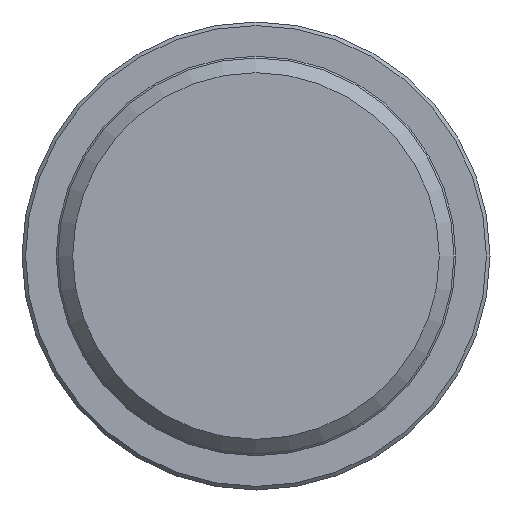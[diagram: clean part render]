
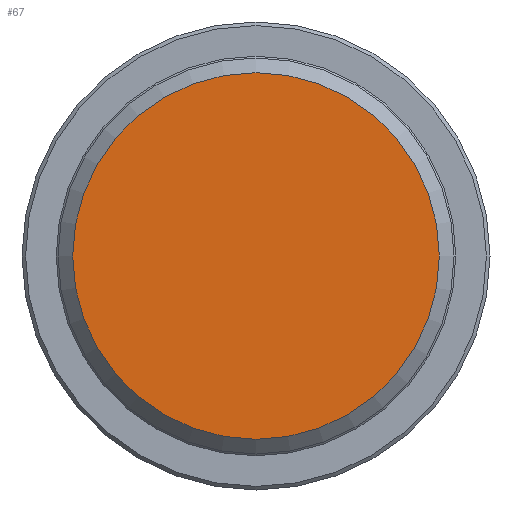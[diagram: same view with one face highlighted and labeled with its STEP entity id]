
A CAD part, front view. The second image highlights one B-rep face of the part: STEP entity #67.
In plain terms, the highlighted planar face has unit normal (0, -1, 0).
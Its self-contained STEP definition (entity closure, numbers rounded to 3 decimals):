
#67 = ADVANCED_FACE( '', ( #159 ), #160, .F. );
#159 = FACE_OUTER_BOUND( '', #281, .T. );
#160 = PLANE( '', #282 );
#281 = EDGE_LOOP( '', ( #419 ) );
#282 = AXIS2_PLACEMENT_3D( '', #420, #421, #422 );
#419 = ORIENTED_EDGE( '', *, *, #673, .T. );
#420 = CARTESIAN_POINT( '', ( 15.273, -16., 0. ) );
#421 = DIRECTION( '', ( 0., 1., 0. ) );
#422 = DIRECTION( '', ( 0., 0., 1. ) );
#673 = EDGE_CURVE( '', #789, #789, #790, .T. );
#789 = VERTEX_POINT( '', #949 );
#790 = CIRCLE( '', #950, 15.273 );
#949 = CARTESIAN_POINT( '', ( 0., -16., -15.273 ) );
#950 = AXIS2_PLACEMENT_3D( '', #1103, #1104, #1105 );
#1103 = CARTESIAN_POINT( '', ( 0., -16., 0. ) );
#1104 = DIRECTION( '', ( 0., -1., 0. ) );
#1105 = DIRECTION( '', ( 0., 0., -1. ) );
